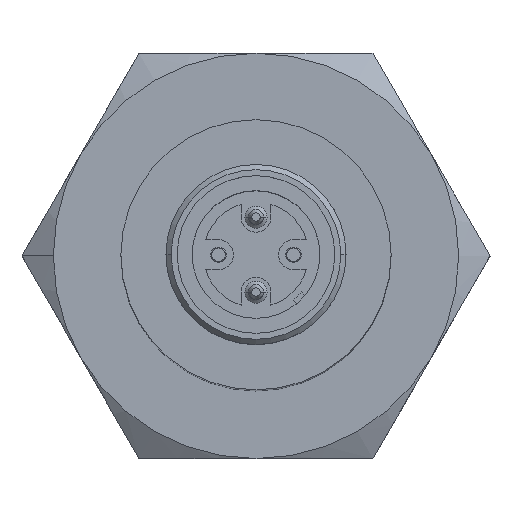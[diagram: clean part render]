
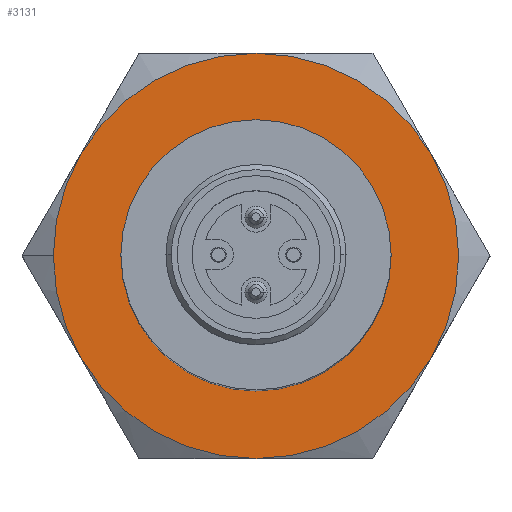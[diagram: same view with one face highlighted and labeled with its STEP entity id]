
A CAD part, top view. The second image highlights one B-rep face of the part: STEP entity #3131.
In plain terms, the highlighted planar face has unit normal (0, 0, 1).
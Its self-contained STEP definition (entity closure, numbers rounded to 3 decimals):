
#65 = CARTESIAN_POINT ( 'NONE',  ( 0., 0., 16.9 ) ) ;
#90 = CIRCLE ( 'NONE', #1422, 13.5 ) ;
#119 = AXIS2_PLACEMENT_3D ( 'NONE', #2608, #3378, #1793 ) ;
#157 = VERTEX_POINT ( 'NONE', #631 ) ;
#160 = CARTESIAN_POINT ( 'NONE',  ( 0., -13.5, 16.9 ) ) ;
#169 = DIRECTION ( 'NONE',  ( 1., 0., 0. ) ) ;
#279 = CARTESIAN_POINT ( 'NONE',  ( 0., 0., 16.9 ) ) ;
#292 = ORIENTED_EDGE ( 'NONE', *, *, #874, .T. ) ;
#294 = CIRCLE ( 'NONE', #1178, 13.5 ) ;
#316 = VERTEX_POINT ( 'NONE', #2705 ) ;
#331 = DIRECTION ( 'NONE',  ( 1., 0., 0. ) ) ;
#351 = VERTEX_POINT ( 'NONE', #1615 ) ;
#369 = DIRECTION ( 'NONE',  ( 0., 0., 1. ) ) ;
#420 = CIRCLE ( 'NONE', #1107, 13.5 ) ;
#449 = FACE_BOUND ( 'NONE', #2605, .T. ) ;
#511 = DIRECTION ( 'NONE',  ( 1., 0., 0. ) ) ;
#540 = DIRECTION ( 'NONE',  ( 1., 0., 0. ) ) ;
#552 = ORIENTED_EDGE ( 'NONE', *, *, #1290, .T. ) ;
#567 = AXIS2_PLACEMENT_3D ( 'NONE', #2209, #621, #2482 ) ;
#572 = AXIS2_PLACEMENT_3D ( 'NONE', #1951, #369, #2214 ) ;
#606 = DIRECTION ( 'NONE',  ( 0., 0., 1. ) ) ;
#621 = DIRECTION ( 'NONE',  ( 0., 0., 1. ) ) ;
#629 = VERTEX_POINT ( 'NONE', #730 ) ;
#631 = CARTESIAN_POINT ( 'NONE',  ( -13.5, 0., 16.9 ) ) ;
#635 = CARTESIAN_POINT ( 'NONE',  ( 0., 0., 16.9 ) ) ;
#687 = AXIS2_PLACEMENT_3D ( 'NONE', #1230, #3114, #1504 ) ;
#692 = DIRECTION ( 'NONE',  ( 0., 0., 1. ) ) ;
#730 = CARTESIAN_POINT ( 'NONE',  ( -11.691, 6.75, 16.9 ) ) ;
#874 = EDGE_CURVE ( 'NONE', #1865, #2738, #90, .T. ) ;
#890 = CIRCLE ( 'NONE', #2802, 9. ) ;
#1030 = ORIENTED_EDGE ( 'NONE', *, *, #1109, .T. ) ;
#1107 = AXIS2_PLACEMENT_3D ( 'NONE', #279, #2124, #540 ) ;
#1109 = EDGE_CURVE ( 'NONE', #2738, #629, #294, .T. ) ;
#1178 = AXIS2_PLACEMENT_3D ( 'NONE', #635, #606, #511 ) ;
#1200 = VERTEX_POINT ( 'NONE', #160 ) ;
#1230 = CARTESIAN_POINT ( 'NONE',  ( 0., 0., 16.9 ) ) ;
#1271 = VERTEX_POINT ( 'NONE', #1292 ) ;
#1288 = ORIENTED_EDGE ( 'NONE', *, *, #2568, .T. ) ;
#1290 = EDGE_CURVE ( 'NONE', #1200, #316, #420, .T. ) ;
#1292 = CARTESIAN_POINT ( 'NONE',  ( -11.691, -6.75, 16.9 ) ) ;
#1349 = CARTESIAN_POINT ( 'NONE',  ( 11.691, 6.75, 16.9 ) ) ;
#1351 = AXIS2_PLACEMENT_3D ( 'NONE', #3332, #1740, #169 ) ;
#1387 = CIRCLE ( 'NONE', #567, 9. ) ;
#1422 = AXIS2_PLACEMENT_3D ( 'NONE', #3047, #2893, #2883 ) ;
#1452 = ORIENTED_EDGE ( 'NONE', *, *, #2565, .T. ) ;
#1504 = DIRECTION ( 'NONE',  ( 1., 0., 0. ) ) ;
#1542 = AXIS2_PLACEMENT_3D ( 'NONE', #2288, #692, #2563 ) ;
#1615 = CARTESIAN_POINT ( 'NONE',  ( 9., 0., 16.9 ) ) ;
#1728 = ORIENTED_EDGE ( 'NONE', *, *, #1957, .F. ) ;
#1740 = DIRECTION ( 'NONE',  ( 0., 0., 1. ) ) ;
#1774 = CIRCLE ( 'NONE', #687, 13.5 ) ;
#1793 = DIRECTION ( 'NONE',  ( 1., 0., 0. ) ) ;
#1852 = FACE_OUTER_BOUND ( 'NONE', #2690, .T. ) ;
#1865 = VERTEX_POINT ( 'NONE', #1349 ) ;
#1912 = DIRECTION ( 'NONE',  ( 0., 0., 1. ) ) ;
#1942 = CIRCLE ( 'NONE', #1351, 13.5 ) ;
#1951 = CARTESIAN_POINT ( 'NONE',  ( 0., 0., 16.9 ) ) ;
#1957 = EDGE_CURVE ( 'NONE', #2464, #351, #1387, .T. ) ;
#2083 = CARTESIAN_POINT ( 'NONE',  ( 0., 13.5, 16.9 ) ) ;
#2124 = DIRECTION ( 'NONE',  ( 0., 0., 1. ) ) ;
#2129 = EDGE_CURVE ( 'NONE', #157, #1271, #1774, .T. ) ;
#2209 = CARTESIAN_POINT ( 'NONE',  ( 0., 0., 16.9 ) ) ;
#2214 = DIRECTION ( 'NONE',  ( 1., 0., 0. ) ) ;
#2288 = CARTESIAN_POINT ( 'NONE',  ( 0., 0., 16.9 ) ) ;
#2299 = ORIENTED_EDGE ( 'NONE', *, *, #3431, .T. ) ;
#2335 = PLANE ( 'NONE',  #119 ) ;
#2456 = CARTESIAN_POINT ( 'NONE',  ( -9., 0., 16.9 ) ) ;
#2464 = VERTEX_POINT ( 'NONE', #2456 ) ;
#2482 = DIRECTION ( 'NONE',  ( 1., 0., 0. ) ) ;
#2545 = ORIENTED_EDGE ( 'NONE', *, *, #3363, .F. ) ;
#2555 = ORIENTED_EDGE ( 'NONE', *, *, #2129, .T. ) ;
#2563 = DIRECTION ( 'NONE',  ( 1., 0., 0. ) ) ;
#2565 = EDGE_CURVE ( 'NONE', #1271, #1200, #1942, .T. ) ;
#2568 = EDGE_CURVE ( 'NONE', #316, #1865, #2922, .T. ) ;
#2605 = EDGE_LOOP ( 'NONE', ( #1728, #2545 ) ) ;
#2608 = CARTESIAN_POINT ( 'NONE',  ( 0., 0., 16.9 ) ) ;
#2690 = EDGE_LOOP ( 'NONE', ( #1288, #292, #1030, #2299, #2555, #1452, #552 ) ) ;
#2705 = CARTESIAN_POINT ( 'NONE',  ( 11.691, -6.75, 16.9 ) ) ;
#2738 = VERTEX_POINT ( 'NONE', #2083 ) ;
#2802 = AXIS2_PLACEMENT_3D ( 'NONE', #65, #1912, #331 ) ;
#2883 = DIRECTION ( 'NONE',  ( 1., 0., 0. ) ) ;
#2893 = DIRECTION ( 'NONE',  ( 0., 0., 1. ) ) ;
#2922 = CIRCLE ( 'NONE', #1542, 13.5 ) ;
#3047 = CARTESIAN_POINT ( 'NONE',  ( 0., 0., 16.9 ) ) ;
#3114 = DIRECTION ( 'NONE',  ( 0., 0., 1. ) ) ;
#3131 = ADVANCED_FACE ( 'NONE', ( #449, #1852 ), #2335, .T. ) ;
#3140 = CIRCLE ( 'NONE', #572, 13.5 ) ;
#3332 = CARTESIAN_POINT ( 'NONE',  ( 0., 0., 16.9 ) ) ;
#3363 = EDGE_CURVE ( 'NONE', #351, #2464, #890, .T. ) ;
#3378 = DIRECTION ( 'NONE',  ( 0., 0., 1. ) ) ;
#3431 = EDGE_CURVE ( 'NONE', #629, #157, #3140, .T. ) ;
